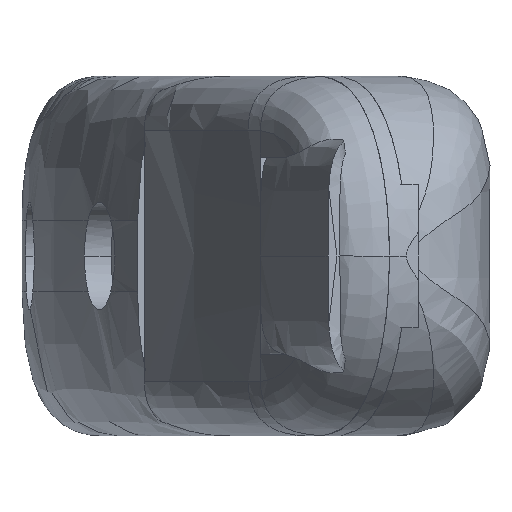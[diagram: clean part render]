
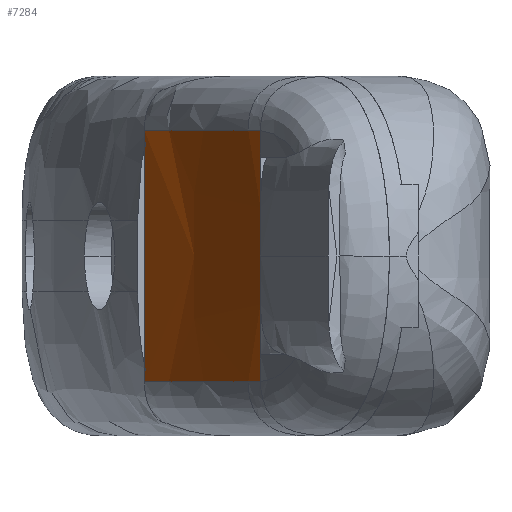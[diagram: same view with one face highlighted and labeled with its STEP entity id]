
A CAD part, left-side view. The second image highlights one B-rep face of the part: STEP entity #7284.
In plain terms, the highlighted face is a extrusion surface.
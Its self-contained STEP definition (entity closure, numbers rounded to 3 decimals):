
#5922=DIRECTION('',(-1.,0.,0.));
#5923=VECTOR('',#5922,1.473);
#5924=CARTESIAN_POINT('',(6.973,-17.,
-5.));
#5925=LINE('',#5924,#5923);
#5937=CARTESIAN_POINT('',(6.973,-17.,
-5.));
#5938=CARTESIAN_POINT('',(6.98,-16.862,
-5.029));
#5939=CARTESIAN_POINT('',(6.989,-16.58,
-5.086));
#5940=CARTESIAN_POINT('',(6.998,-16.149,
-5.17));
#5941=CARTESIAN_POINT('',(7.,-15.856,
-5.224));
#5942=CARTESIAN_POINT('',(7.,-15.707,
-5.251));
#5944=DIRECTION('',(-1.,0.,0.));
#5945=VECTOR('',#5944,14.);
#5946=CARTESIAN_POINT('',(7.,0.481,
-5.5));
#5947=LINE('',#5946,#5945);
#5948=CARTESIAN_POINT('',(-7.,-15.707,
-5.251));
#5949=CARTESIAN_POINT('',(-7.,-15.856,
-5.224));
#5950=CARTESIAN_POINT('',(-6.998,-16.149,
-5.17));
#5951=CARTESIAN_POINT('',(-6.989,-16.58,
-5.086));
#5952=CARTESIAN_POINT('',(-6.98,-16.861,
-5.029));
#5953=CARTESIAN_POINT('',(-6.974,-17.,
-5.));
#5955=DIRECTION('',(1.,0.,0.));
#5956=VECTOR('',#5955,2.805);
#5957=CARTESIAN_POINT('',(-5.5,-17.,-5.));
#5958=LINE('',#5957,#5956);
#5959=DIRECTION('',(1.,0.,0.));
#5960=VECTOR('',#5959,2.695);
#5961=CARTESIAN_POINT('',(-2.695,-17.,-5.));
#5962=LINE('',#5961,#5960);
#5963=DIRECTION('',(1.,0.,0.));
#5964=VECTOR('',#5963,2.695);
#5965=CARTESIAN_POINT('',(0.,-17.,-5.));
#5966=LINE('',#5965,#5964);
#5967=CARTESIAN_POINT('',(6.973,-17.,
-5.));
#5993=CARTESIAN_POINT('',(7.,0.481,
-5.5));
#5994=CARTESIAN_POINT('',(7.,-0.194,
-5.6));
#5995=CARTESIAN_POINT('',(7.,-2.05,
-5.837));
#5996=CARTESIAN_POINT('',(7.,-5.096,
-6.056));
#5997=CARTESIAN_POINT('',(7.,-8.648,
-6.056));
#5998=CARTESIAN_POINT('',(7.,-12.192,
-5.801));
#5999=CARTESIAN_POINT('',(7.,-14.538,
-5.462));
#6000=CARTESIAN_POINT('',(7.,-15.707,
-5.251));
#6018=CARTESIAN_POINT('',(-7.,0.481,
-5.5));
#6086=CARTESIAN_POINT('',(-7.,-15.707,
-5.251));
#6087=CARTESIAN_POINT('',(-7.,-14.447,
-5.478));
#6088=CARTESIAN_POINT('',(-7.,-11.922,
-5.837));
#6089=CARTESIAN_POINT('',(-7.,-8.107,
-6.079));
#6090=CARTESIAN_POINT('',(-7.,-4.285,
-6.027));
#6091=CARTESIAN_POINT('',(-7.,-1.423,
-5.767));
#6092=CARTESIAN_POINT('',(-7.,0.163,
-5.547));
#6093=CARTESIAN_POINT('',(-7.,0.481,
-5.5));
#6105=DIRECTION('',(-1.,0.,0.));
#6106=VECTOR('',#6105,1.474);
#6107=CARTESIAN_POINT('',(-5.5,-17.,-5.));
#6108=LINE('',#6107,#6106);
#6109=CARTESIAN_POINT('',(-6.974,-17.,
-5.));
#6136=CARTESIAN_POINT('',(-2.695,-17.,-5.));
#6152=DIRECTION('',(-1.,0.,0.));
#6153=VECTOR('',#6152,2.805);
#6154=CARTESIAN_POINT('',(5.5,-17.,-5.));
#6155=LINE('',#6154,#6153);
#6156=CARTESIAN_POINT('',(2.695,-17.,-5.));
#6241=VERTEX_POINT('',#6018);
#6242=CARTESIAN_POINT('',(7.,0.481,
-5.5));
#6243=VERTEX_POINT('',#6242);
#6254=VERTEX_POINT('',#6109);
#6260=VERTEX_POINT('',#5967);
#6276=CARTESIAN_POINT('',(0.,-17.,-5.));
#6277=VERTEX_POINT('',#6276);
#6278=VERTEX_POINT('',#6136);
#6287=VERTEX_POINT('',#6156);
#6288=CARTESIAN_POINT('',(5.5,-17.,-5.));
#6289=VERTEX_POINT('',#6288);
#6290=VERTEX_POINT('',#5942);
#6291=VERTEX_POINT('',#6086);
#6292=CARTESIAN_POINT('',(-5.5,-17.,-5.));
#6293=VERTEX_POINT('',#6292);
#7250=CARTESIAN_POINT('',(10.,0.655,-5.474));
#7251=CARTESIAN_POINT('',(10.,0.597,-5.483));
#7252=CARTESIAN_POINT('',(10.,-2.632,-5.966));
#7253=CARTESIAN_POINT('',(10.,-8.534,-6.277));
#7254=CARTESIAN_POINT('',(10.,-14.399,-5.544));
#7255=CARTESIAN_POINT('',(10.,-17.115,-4.976));
#7256=CARTESIAN_POINT('',(10.,-17.172,-4.964));
#7258=DIRECTION('',(1.,0.,0.));
#7259=VECTOR('',#7258,1.);
#7260=SURFACE_OF_LINEAR_EXTRUSION('',#7257,#7259);
#7261=ORIENTED_EDGE('',*,*,#7241,.F.);
#7263=ORIENTED_EDGE('',*,*,#7262,.T.);
#7265=ORIENTED_EDGE('',*,*,#7264,.F.);
#7267=ORIENTED_EDGE('',*,*,#7266,.T.);
#7269=ORIENTED_EDGE('',*,*,#7268,.F.);
#7271=ORIENTED_EDGE('',*,*,#7270,.T.);
#7273=ORIENTED_EDGE('',*,*,#7272,.F.);
#7275=ORIENTED_EDGE('',*,*,#7274,.T.);
#7277=ORIENTED_EDGE('',*,*,#7276,.T.);
#7279=ORIENTED_EDGE('',*,*,#7278,.T.);
#7281=ORIENTED_EDGE('',*,*,#7280,.F.);
#7282=EDGE_LOOP('',(#7261,#7263,#7265,#7267,#7269,#7271,#7273,#7275,#7277,#7279,
#7281));
#7283=FACE_OUTER_BOUND('',#7282,.F.);
#7284=ADVANCED_FACE('',(#7283),#7260,.F.);
#5943=B_SPLINE_CURVE_WITH_KNOTS('',3,(#5937,#5938,#5939,#5940,#5941,#5942),
.UNSPECIFIED.,.F.,.F.,(4,1,1,4),(0.,0.325,0.658,1.),
.UNSPECIFIED.);
#5954=B_SPLINE_CURVE_WITH_KNOTS('',3,(#5948,#5949,#5950,#5951,#5952,#5953),
.UNSPECIFIED.,.F.,.F.,(4,1,1,4),(0.,0.341,0.674,1.),
.UNSPECIFIED.);
#6001=B_SPLINE_CURVE_WITH_KNOTS('',3,(#5993,#5994,#5995,#5996,#5997,#5998,#5999,
#6000),.UNSPECIFIED.,.F.,.F.,(4,1,1,1,1,4),(0.,0.126,
0.345,0.563,0.781,1.),.UNSPECIFIED.);
#6094=B_SPLINE_CURVE_WITH_KNOTS('',3,(#6086,#6087,#6088,#6089,#6090,#6091,#6092,
#6093),.UNSPECIFIED.,.F.,.F.,(4,1,1,1,1,4),(0.,0.236,
0.47,0.704,0.941,1.),.UNSPECIFIED.);
#7241=EDGE_CURVE('',#6260,#6289,#5925,.T.);
#7257=B_SPLINE_CURVE_WITH_KNOTS('',3,(#7250,#7251,#7252,#7253,#7254,#7255,
#7256),.UNSPECIFIED.,.F.,.F.,(4,1,1,1,4),(0.,0.01,
0.54,0.99,1.),.UNSPECIFIED.);
#7262=EDGE_CURVE('',#6260,#6290,#5943,.T.);
#7264=EDGE_CURVE('',#6243,#6290,#6001,.T.);
#7266=EDGE_CURVE('',#6243,#6241,#5947,.T.);
#7268=EDGE_CURVE('',#6291,#6241,#6094,.T.);
#7270=EDGE_CURVE('',#6291,#6254,#5954,.T.);
#7272=EDGE_CURVE('',#6293,#6254,#6108,.T.);
#7274=EDGE_CURVE('',#6293,#6278,#5958,.T.);
#7276=EDGE_CURVE('',#6278,#6277,#5962,.T.);
#7278=EDGE_CURVE('',#6277,#6287,#5966,.T.);
#7280=EDGE_CURVE('',#6289,#6287,#6155,.T.);
